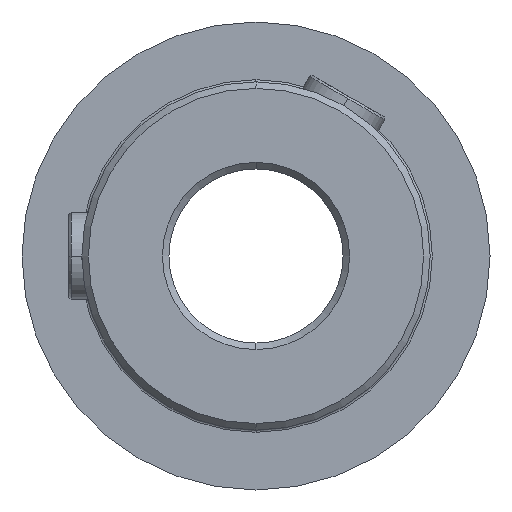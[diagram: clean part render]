
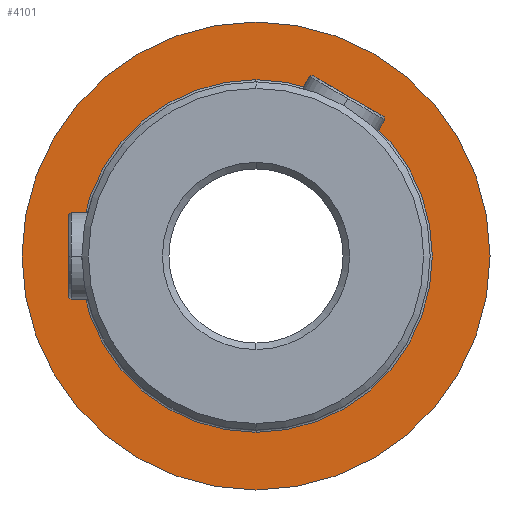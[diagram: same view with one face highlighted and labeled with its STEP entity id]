
A CAD part, left-side view. The second image highlights one B-rep face of the part: STEP entity #4101.
In plain terms, the highlighted planar face has unit normal (-1, 0, 0).
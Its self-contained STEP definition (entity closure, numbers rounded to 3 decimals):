
#368 = VERTEX_POINT ( 'NONE', #7111 ) ;
#417 = CARTESIAN_POINT ( 'NONE',  ( 6.9, 0., 0. ) ) ;
#523 = EDGE_LOOP ( 'NONE', ( #4961, #8496 ) ) ;
#626 = EDGE_CURVE ( 'NONE', #6719, #368, #6607, .T. ) ;
#684 = ORIENTED_EDGE ( 'NONE', *, *, #1325, .T. ) ;
#1325 = EDGE_CURVE ( 'NONE', #368, #6719, #6995, .T. ) ;
#1867 = DIRECTION ( 'NONE',  ( 0., 0., -1. ) ) ;
#1910 = ORIENTED_EDGE ( 'NONE', *, *, #626, .T. ) ;
#1945 = DIRECTION ( 'NONE',  ( 0., 0., 1. ) ) ;
#2402 = DIRECTION ( 'NONE',  ( -1., 0., 0. ) ) ;
#2483 = CARTESIAN_POINT ( 'NONE',  ( 6.9, 0., 0. ) ) ;
#3135 = CIRCLE ( 'NONE', #5130, 8.1 ) ;
#3186 = DIRECTION ( 'NONE',  ( 1., 0., 0. ) ) ;
#3277 = CARTESIAN_POINT ( 'NONE',  ( 6.9, 8., 0. ) ) ;
#3642 = EDGE_CURVE ( 'NONE', #8058, #7172, #3135, .T. ) ;
#3802 = AXIS2_PLACEMENT_3D ( 'NONE', #2483, #5218, #1867 ) ;
#3845 = DIRECTION ( 'NONE',  ( 0., 0., 1. ) ) ;
#4101 = ADVANCED_FACE ( 'NONE', ( #6517, #4476 ), #7425, .F. ) ;
#4120 = CARTESIAN_POINT ( 'NONE',  ( 6.9, 0., -8.1 ) ) ;
#4460 = DIRECTION ( 'NONE',  ( 0., 0., -1. ) ) ;
#4476 = FACE_OUTER_BOUND ( 'NONE', #5350, .T. ) ;
#4961 = ORIENTED_EDGE ( 'NONE', *, *, #5008, .T. ) ;
#5008 = EDGE_CURVE ( 'NONE', #7172, #8058, #7564, .T. ) ;
#5011 = AXIS2_PLACEMENT_3D ( 'NONE', #5965, #2402, #3845 ) ;
#5092 = DIRECTION ( 'NONE',  ( 1., 0., 0. ) ) ;
#5130 = AXIS2_PLACEMENT_3D ( 'NONE', #417, #5092, #4460 ) ;
#5218 = DIRECTION ( 'NONE',  ( 1., 0., 0. ) ) ;
#5350 = EDGE_LOOP ( 'NONE', ( #684, #1910 ) ) ;
#5487 = DIRECTION ( 'NONE',  ( -1., 0., 0. ) ) ;
#5965 = CARTESIAN_POINT ( 'NONE',  ( 6.9, 0., 0. ) ) ;
#5983 = DIRECTION ( 'NONE',  ( 0., 0., -1. ) ) ;
#6517 = FACE_BOUND ( 'NONE', #523, .T. ) ;
#6607 = CIRCLE ( 'NONE', #5011, 10.75 ) ;
#6719 = VERTEX_POINT ( 'NONE', #7489 ) ;
#6995 = CIRCLE ( 'NONE', #7428, 10.75 ) ;
#7111 = CARTESIAN_POINT ( 'NONE',  ( 6.9, 0., 10.75 ) ) ;
#7172 = VERTEX_POINT ( 'NONE', #4120 ) ;
#7354 = CARTESIAN_POINT ( 'NONE',  ( 6.9, 0., 8.1 ) ) ;
#7425 = PLANE ( 'NONE',  #8184 ) ;
#7428 = AXIS2_PLACEMENT_3D ( 'NONE', #8117, #5487, #1945 ) ;
#7489 = CARTESIAN_POINT ( 'NONE',  ( 6.9, 0., -10.75 ) ) ;
#7564 = CIRCLE ( 'NONE', #3802, 8.1 ) ;
#8058 = VERTEX_POINT ( 'NONE', #7354 ) ;
#8117 = CARTESIAN_POINT ( 'NONE',  ( 6.9, 0., 0. ) ) ;
#8184 = AXIS2_PLACEMENT_3D ( 'NONE', #3277, #3186, #5983 ) ;
#8496 = ORIENTED_EDGE ( 'NONE', *, *, #3642, .T. ) ;
